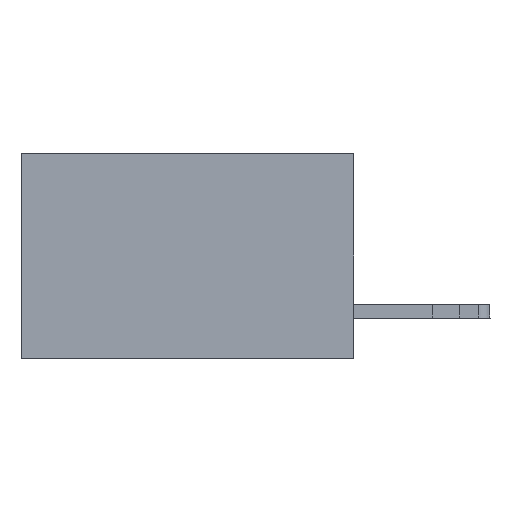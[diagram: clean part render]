
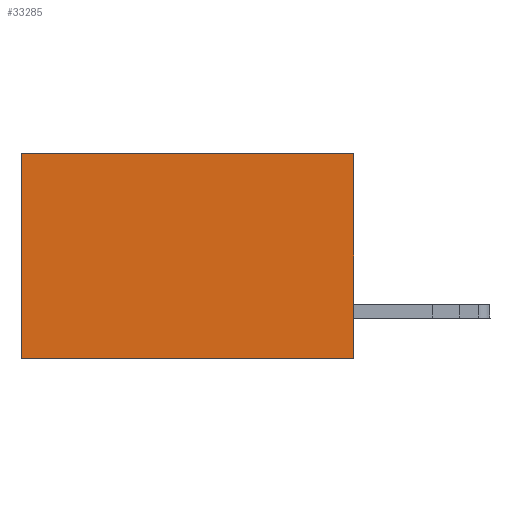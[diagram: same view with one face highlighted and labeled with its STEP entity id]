
A CAD part, left-side view. The second image highlights one B-rep face of the part: STEP entity #33285.
In plain terms, the highlighted planar face has unit normal (-1, 0, 0).
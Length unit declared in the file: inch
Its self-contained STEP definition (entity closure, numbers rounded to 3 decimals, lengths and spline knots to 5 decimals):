
#228 = AXIS2_PLACEMENT_3D ( 'NONE', #9881, #27420, #6741 ) ;
#290 = DIRECTION ( 'NONE',  ( 0., 0., -1. ) ) ;
#313 = EDGE_CURVE ( 'NONE', #30814, #16208, #6547, .T. ) ;
#2795 = VECTOR ( 'NONE', #290, 39.37008 ) ;
#2994 = ORIENTED_EDGE ( 'NONE', *, *, #8099, .F. ) ;
#3968 = PLANE ( 'NONE',  #228 ) ;
#5143 = EDGE_LOOP ( 'NONE', ( #13351, #2994, #37928, #29133 ) ) ;
#6547 = LINE ( 'NONE', #24577, #2795 ) ;
#6741 = DIRECTION ( 'NONE',  ( 0., 0., -1. ) ) ;
#8099 = EDGE_CURVE ( 'NONE', #16208, #14599, #36505, .T. ) ;
#9593 = CARTESIAN_POINT ( 'NONE',  ( 0.2875, 0.6, -0.37 ) ) ;
#9881 = CARTESIAN_POINT ( 'NONE',  ( 0.2875, 0., 0. ) ) ;
#9887 = CARTESIAN_POINT ( 'NONE',  ( 0.2875, 0., 0. ) ) ;
#13351 = ORIENTED_EDGE ( 'NONE', *, *, #29369, .T. ) ;
#13757 = FACE_OUTER_BOUND ( 'NONE', #5143, .T. ) ;
#14599 = VERTEX_POINT ( 'NONE', #9593 ) ;
#14747 = VECTOR ( 'NONE', #35571, 39.37008 ) ;
#16208 = VERTEX_POINT ( 'NONE', #16268 ) ;
#16268 = CARTESIAN_POINT ( 'NONE',  ( 0.2875, 0., -0.37 ) ) ;
#18983 = DIRECTION ( 'NONE',  ( 0., 1., 0. ) ) ;
#21848 = CARTESIAN_POINT ( 'NONE',  ( 0.2875, 0., 0. ) ) ;
#22132 = CARTESIAN_POINT ( 'NONE',  ( 0.2875, 0., -0.37 ) ) ;
#23459 = VECTOR ( 'NONE', #18983, 39.37008 ) ;
#24577 = CARTESIAN_POINT ( 'NONE',  ( 0.2875, 0., 0. ) ) ;
#24866 = CARTESIAN_POINT ( 'NONE',  ( 0.2875, 0.6, 0. ) ) ;
#27420 = DIRECTION ( 'NONE',  ( 1., 0., 0. ) ) ;
#28237 = DIRECTION ( 'NONE',  ( 0., 1., 0. ) ) ;
#29133 = ORIENTED_EDGE ( 'NONE', *, *, #30899, .T. ) ;
#29369 = EDGE_CURVE ( 'NONE', #34798, #14599, #31510, .T. ) ;
#29493 = LINE ( 'NONE', #9887, #23459 ) ;
#30036 = CARTESIAN_POINT ( 'NONE',  ( 0.2875, 0.6, 0. ) ) ;
#30814 = VERTEX_POINT ( 'NONE', #21848 ) ;
#30899 = EDGE_CURVE ( 'NONE', #30814, #34798, #29493, .T. ) ;
#31510 = LINE ( 'NONE', #30036, #14747 ) ;
#33285 = ADVANCED_FACE ( 'NONE', ( #13757 ), #3968, .F. ) ;
#34798 = VERTEX_POINT ( 'NONE', #24866 ) ;
#35571 = DIRECTION ( 'NONE',  ( 0., 0., -1. ) ) ;
#36505 = LINE ( 'NONE', #22132, #38412 ) ;
#37928 = ORIENTED_EDGE ( 'NONE', *, *, #313, .F. ) ;
#38412 = VECTOR ( 'NONE', #28237, 39.37008 ) ;
